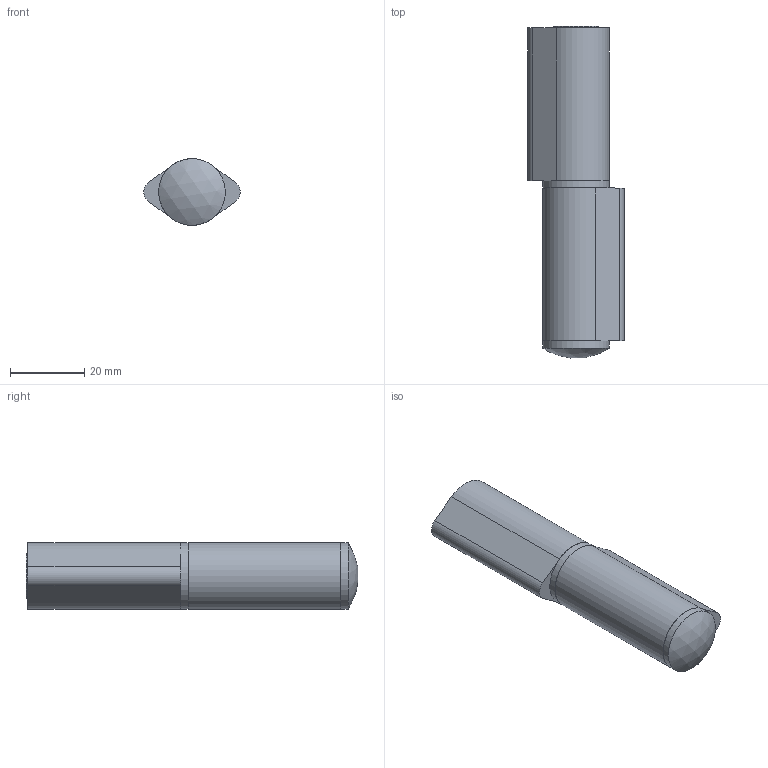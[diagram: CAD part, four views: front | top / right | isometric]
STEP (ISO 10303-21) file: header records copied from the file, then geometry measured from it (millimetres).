
FILE_DESCRIPTION((''),'2;1');
FILE_NAME('1512 SO.stp','2008-11-18T07:58:45',('Didierr'),(''),'Autodesk Inventor 2009','Autodesk Inventor 2009','');
FILE_SCHEMA(('AUTOMOTIVE_DESIGN { 1 0 10303 214 1 1 1 1 }'));
Length unit declared in the file: millimetre
Products named in the file (4): 1512 SO; 15246; 16407; 13518
Assembly tree (4 placements, depth 2):
  1512 SO
    15246
    16407  x2
    13518
Bounding box: 25.98 x 89.66 x 17.98 mm (x, y, z)
Volume: 24780.2 mm3; surface area: 13394.4 mm2
Topology: 4 solids, 4 shells, 423 faces, 945 edges, 630 vertices
Faces by surface type: plane 412, cylinder 10, sphere 1
Full cylindrical faces by diameter (mm): 12 x1, 12.1 x2, 12.2 x1, 18 x2
Entity records: 11602 total; most frequent: DIRECTION 1984, CARTESIAN_POINT 1964, ORIENTED_EDGE 1844, EDGE_CURVE 922, VECTOR 708, LINE 708, AXIS2_PLACEMENT_3D 638, VERTEX_POINT 618
